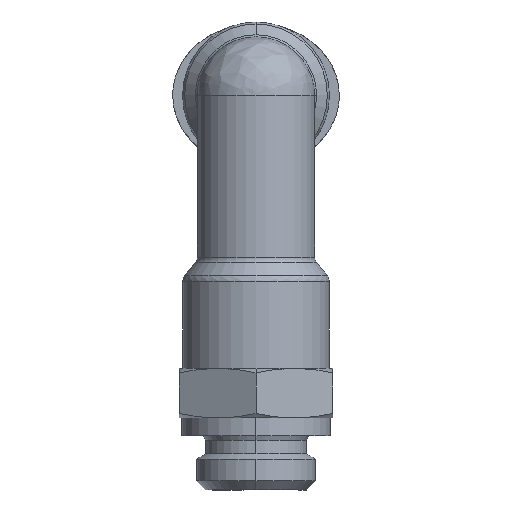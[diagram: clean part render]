
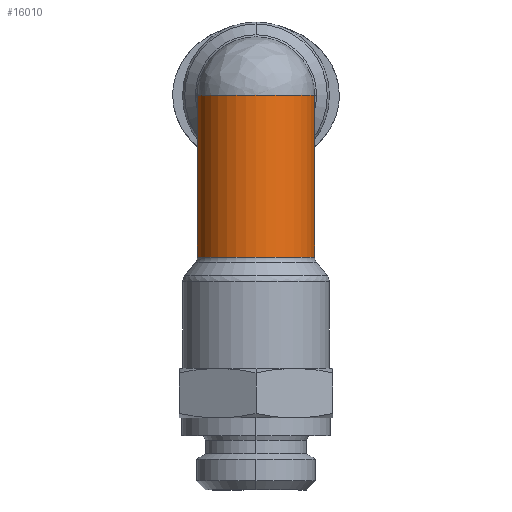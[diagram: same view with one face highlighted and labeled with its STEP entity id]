
A CAD part, front view. The second image highlights one B-rep face of the part: STEP entity #16010.
In plain terms, the highlighted cylindrical face has radius 6.5 mm (diameter 13 mm), a partial arc.
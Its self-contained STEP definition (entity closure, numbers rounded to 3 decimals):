
#575 = DIRECTION ( 'NONE',  ( 0., -1., 0. ) ) ;
#929 = CARTESIAN_POINT ( 'NONE',  ( -9.233, 6.5, 0. ) ) ;
#1056 = CIRCLE ( 'NONE', #5720, 6.5 ) ;
#1470 = CARTESIAN_POINT ( 'NONE',  ( -9.233, 6.5, -17.941 ) ) ;
#1584 = CIRCLE ( 'NONE', #14574, 6.5 ) ;
#1628 = FACE_OUTER_BOUND ( 'NONE', #14247, .T. ) ;
#1661 = CARTESIAN_POINT ( 'NONE',  ( -9.233, -6.5, 0. ) ) ;
#1770 = ORIENTED_EDGE ( 'NONE', *, *, #6936, .T. ) ;
#2025 = CARTESIAN_POINT ( 'NONE',  ( -9.233, 0., -9.15 ) ) ;
#2437 = DIRECTION ( 'NONE',  ( 0., 0., 1. ) ) ;
#2475 = ORIENTED_EDGE ( 'NONE', *, *, #9274, .T. ) ;
#3711 = CARTESIAN_POINT ( 'NONE',  ( -9.233, -6.5, -17.941 ) ) ;
#4269 = DIRECTION ( 'NONE',  ( 0., 0., -1. ) ) ;
#4285 = AXIS2_PLACEMENT_3D ( 'NONE', #14071, #10212, #7658 ) ;
#4521 = VERTEX_POINT ( 'NONE', #1661 ) ;
#4664 = DIRECTION ( 'NONE',  ( 0., 0., 1. ) ) ;
#5693 = LINE ( 'NONE', #14099, #13730 ) ;
#5720 = AXIS2_PLACEMENT_3D ( 'NONE', #8309, #4269, #10810 ) ;
#6196 = VERTEX_POINT ( 'NONE', #929 ) ;
#6643 = EDGE_CURVE ( 'NONE', #15162, #6196, #14558, .T. ) ;
#6936 = EDGE_CURVE ( 'NONE', #4521, #15162, #1056, .T. ) ;
#7123 = EDGE_CURVE ( 'NONE', #15781, #6196, #5693, .T. ) ;
#7658 = DIRECTION ( 'NONE',  ( 0., -1., 0. ) ) ;
#8309 = CARTESIAN_POINT ( 'NONE',  ( -9.233, 0., 0. ) ) ;
#8643 = VECTOR ( 'NONE', #15937, 1000. ) ;
#9049 = CARTESIAN_POINT ( 'NONE',  ( -9.233, 0., -17.941 ) ) ;
#9274 = EDGE_CURVE ( 'NONE', #15781, #10753, #1584, .T. ) ;
#9411 = CARTESIAN_POINT ( 'NONE',  ( -9.233, -6.5, -9.15 ) ) ;
#10212 = DIRECTION ( 'NONE',  ( 0., 0., -1. ) ) ;
#10379 = DIRECTION ( 'NONE',  ( 0., -1., 0. ) ) ;
#10753 = VERTEX_POINT ( 'NONE', #3711 ) ;
#10810 = DIRECTION ( 'NONE',  ( 0., -1., 0. ) ) ;
#11661 = CARTESIAN_POINT ( 'NONE',  ( -15.733, 0., 0. ) ) ;
#12425 = ORIENTED_EDGE ( 'NONE', *, *, #7123, .F. ) ;
#12438 = LINE ( 'NONE', #9411, #8643 ) ;
#12904 = DIRECTION ( 'NONE',  ( 0., 0., 1. ) ) ;
#13632 = EDGE_CURVE ( 'NONE', #10753, #4521, #12438, .T. ) ;
#13730 = VECTOR ( 'NONE', #2437, 1000. ) ;
#14071 = CARTESIAN_POINT ( 'NONE',  ( -9.233, 0., 0. ) ) ;
#14099 = CARTESIAN_POINT ( 'NONE',  ( -9.233, 6.5, -9.15 ) ) ;
#14247 = EDGE_LOOP ( 'NONE', ( #12425, #2475, #16214, #1770, #15260 ) ) ;
#14532 = CYLINDRICAL_SURFACE ( 'NONE', #14761, 6.5 ) ;
#14558 = CIRCLE ( 'NONE', #4285, 6.5 ) ;
#14574 = AXIS2_PLACEMENT_3D ( 'NONE', #9049, #12904, #10379 ) ;
#14761 = AXIS2_PLACEMENT_3D ( 'NONE', #2025, #4664, #575 ) ;
#15162 = VERTEX_POINT ( 'NONE', #11661 ) ;
#15260 = ORIENTED_EDGE ( 'NONE', *, *, #6643, .T. ) ;
#15781 = VERTEX_POINT ( 'NONE', #1470 ) ;
#15937 = DIRECTION ( 'NONE',  ( 0., 0., 1. ) ) ;
#16010 = ADVANCED_FACE ( 'NONE', ( #1628 ), #14532, .T. ) ;
#16214 = ORIENTED_EDGE ( 'NONE', *, *, #13632, .T. ) ;
